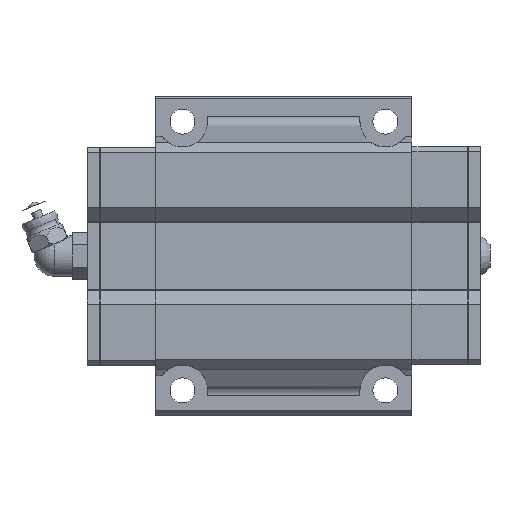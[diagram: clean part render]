
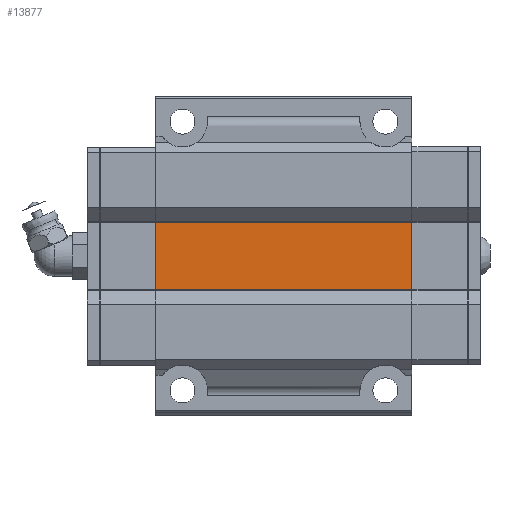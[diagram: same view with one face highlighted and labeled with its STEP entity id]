
A CAD part, front view. The second image highlights one B-rep face of the part: STEP entity #13877.
In plain terms, the highlighted planar face has unit normal (0, -1, 0).
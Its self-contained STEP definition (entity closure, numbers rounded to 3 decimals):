
#311=PLANE('',#14956);
#1018=FACE_OUTER_BOUND('',#1775,.T.);
#1775=EDGE_LOOP('',(#11134,#11135,#11136,#11137));
#3388=LINE('',#21640,#4901);
#3434=LINE('',#21753,#4947);
#3450=LINE('',#21793,#4963);
#3451=LINE('',#21795,#4964);
#4901=VECTOR('',#17425,10.);
#4947=VECTOR('',#17501,10.);
#4963=VECTOR('',#17549,72.5);
#4964=VECTOR('',#17552,72.5);
#6378=VERTEX_POINT('',#21637);
#6379=VERTEX_POINT('',#21639);
#6430=VERTEX_POINT('',#21750);
#6431=VERTEX_POINT('',#21752);
#8052=EDGE_CURVE('',#6378,#6379,#3388,.T.);
#8112=EDGE_CURVE('',#6430,#6431,#3434,.T.);
#8132=EDGE_CURVE('',#6379,#6430,#3450,.T.);
#8133=EDGE_CURVE('',#6378,#6431,#3451,.T.);
#11134=ORIENTED_EDGE('',*,*,#8112,.F.);
#11135=ORIENTED_EDGE('',*,*,#8132,.F.);
#11136=ORIENTED_EDGE('',*,*,#8052,.F.);
#11137=ORIENTED_EDGE('',*,*,#8133,.T.);
#13877=ADVANCED_FACE('',(#1018),#311,.T.);
#14956=AXIS2_PLACEMENT_3D('',#21794,#17550,#17551);
#17425=DIRECTION('',(-1.,0.,0.));
#17501=DIRECTION('',(1.,0.,0.));
#17549=DIRECTION('',(0.,0.,1.));
#17550=DIRECTION('center_axis',(0.,-1.,0.));
#17551=DIRECTION('ref_axis',(1.,0.,0.));
#17552=DIRECTION('',(0.,0.,1.));
#21637=CARTESIAN_POINT('',(7.231,0.,-25.25));
#21639=CARTESIAN_POINT('',(-7.231,0.,-25.25));
#21640=CARTESIAN_POINT('',(-3.615,0.,-25.25));
#21750=CARTESIAN_POINT('',(-7.231,0.,25.25));
#21752=CARTESIAN_POINT('',(7.231,0.,25.25));
#21753=CARTESIAN_POINT('',(-3.615,0.,25.25));
#21793=CARTESIAN_POINT('',(-7.231,0.,-38.75));
#21794=CARTESIAN_POINT('Origin',(-7.231,0.,-25.25));
#21795=CARTESIAN_POINT('',(7.231,0.,-38.75));
